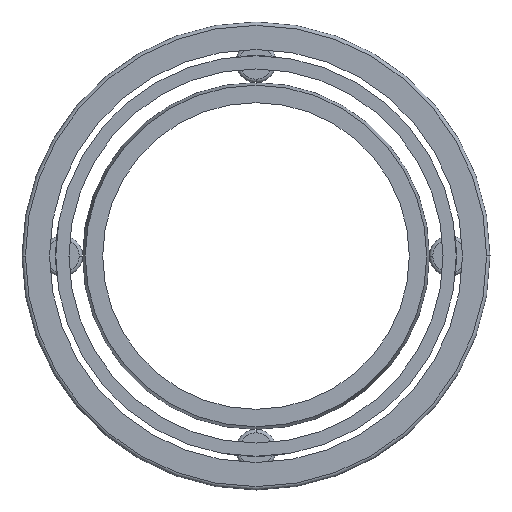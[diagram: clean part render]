
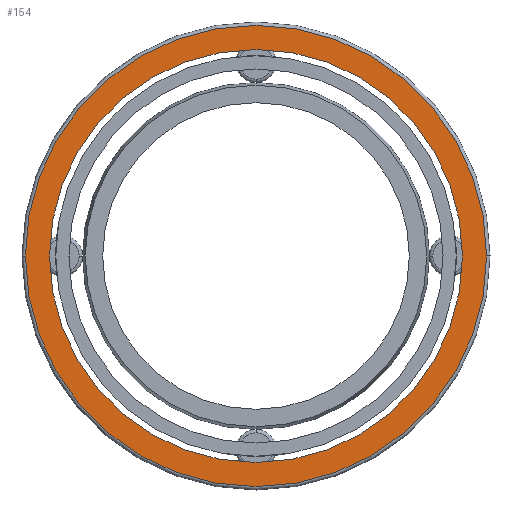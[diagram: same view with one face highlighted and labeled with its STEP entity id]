
A CAD part, left-side view. The second image highlights one B-rep face of the part: STEP entity #154.
In plain terms, the highlighted planar face has unit normal (-1, 0, 0).
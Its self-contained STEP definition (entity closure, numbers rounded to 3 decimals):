
#154=ADVANCED_FACE('',(#377,#378),#379,.T.);
#377=FACE_OUTER_BOUND('',#684,.T.);
#378=FACE_BOUND('',#685,.T.);
#379=PLANE('',#686);
#684=EDGE_LOOP('',(#1041,#1042));
#685=EDGE_LOOP('',(#1043,#1044));
#686=AXIS2_PLACEMENT_3D('',#1045,#1046,#1047);
#1041=ORIENTED_EDGE('',*,*,#1741,.F.);
#1042=ORIENTED_EDGE('',*,*,#1746,.F.);
#1043=ORIENTED_EDGE('',*,*,#1762,.T.);
#1044=ORIENTED_EDGE('',*,*,#1714,.T.);
#1045=CARTESIAN_POINT('',(0.0,0.,135.425));
#1046=DIRECTION('',(-1.0,-0.0,0.0));
#1047=DIRECTION('',(0.0,0.0,1.0));
#1714=EDGE_CURVE('',#2028,#2025,#2029,.T.);
#1741=EDGE_CURVE('',#2073,#2076,#2077,.T.);
#1746=EDGE_CURVE('',#2076,#2073,#2082,.T.);
#1762=EDGE_CURVE('',#2025,#2028,#2098,.T.);
#2025=VERTEX_POINT('',#2485);
#2028=VERTEX_POINT('',#2489);
#2029=CIRCLE('',#2490,127.95);
#2073=VERTEX_POINT('',#2541);
#2076=VERTEX_POINT('',#2544);
#2077=CIRCLE('',#2545,142.9);
#2082=CIRCLE('',#2550,142.9);
#2098=CIRCLE('',#2566,127.95);
#2485=CARTESIAN_POINT('',(0.0,0.,127.95));
#2489=CARTESIAN_POINT('',(0.0,0.,-127.95));
#2490=AXIS2_PLACEMENT_3D('',#3001,#3002,#3003);
#2541=CARTESIAN_POINT('',(0.0,142.9,0.));
#2544=CARTESIAN_POINT('',(0.0,-142.9,0.));
#2545=AXIS2_PLACEMENT_3D('',#3053,#3054,#3055);
#2550=AXIS2_PLACEMENT_3D('',#3065,#3066,#3067);
#2566=AXIS2_PLACEMENT_3D('',#3089,#3090,#3091);
#3001=CARTESIAN_POINT('',(0.0,0.0,0.0));
#3002=DIRECTION('',(1.0,0.0,-0.0));
#3003=DIRECTION('',(0.0,0.,1.0));
#3053=CARTESIAN_POINT('',(0.0,0.0,0.0));
#3054=DIRECTION('',(1.0,0.0,-0.0));
#3055=DIRECTION('',(0.0,0.,1.0));
#3065=CARTESIAN_POINT('',(0.0,0.0,0.0));
#3066=DIRECTION('',(1.0,0.0,-0.0));
#3067=DIRECTION('',(0.0,0.,1.0));
#3089=CARTESIAN_POINT('',(0.0,0.0,0.0));
#3090=DIRECTION('',(1.0,0.0,-0.0));
#3091=DIRECTION('',(0.0,0.,1.0));
